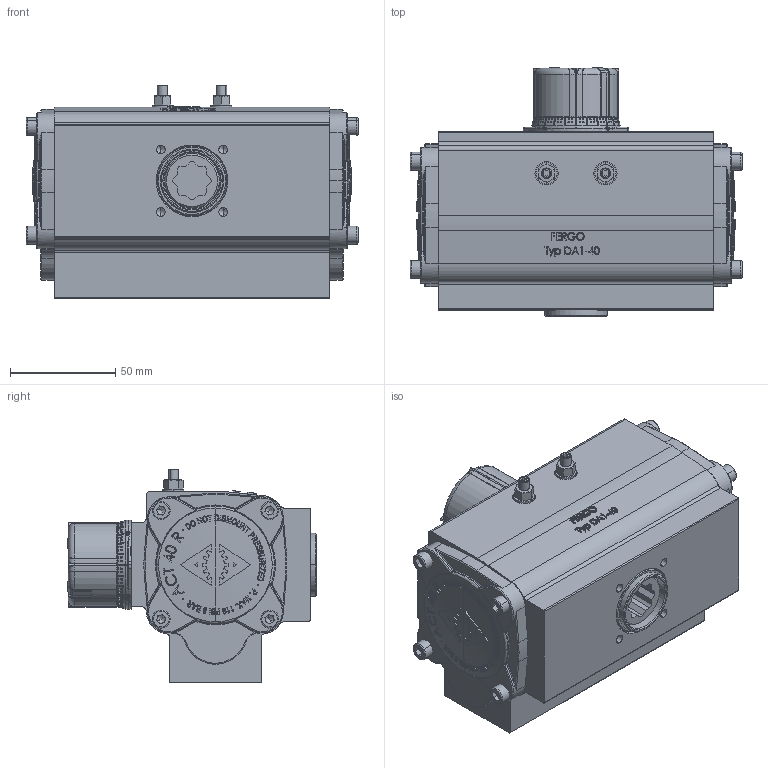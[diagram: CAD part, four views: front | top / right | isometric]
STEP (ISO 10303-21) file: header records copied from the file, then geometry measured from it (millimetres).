
FILE_DESCRIPTION (( 'STEP AP214' ), '1' );
FILE_NAME ('DA40-Pneumatischer-Doppeltwirkend-Schwenkantrieb-Fergo.STEP', '2022-11-11T13:05:00', ( '' ), ( '' ), 'SwSTEP 2.0', 'SolidWorks 2022', '' );
FILE_SCHEMA (( 'AUTOMOTIVE_DESIGN' ));
Length unit declared in the file: millimetre
Products named in the file (1): DA40-Pneumatischer-Doppeltwirkend-Schwenkantrieb-Fergo
Bounding box: 157.9 x 118.29 x 101.4 mm (x, y, z)
Volume: 544940.4 mm3; surface area: 153395.8 mm2
Topology: 28 solids, 28 shells, 4944 faces, 13371 edges, 8598 vertices
Faces by surface type: plane 2680, cylinder 890, bspline 681, cone 249, torus 229, sphere 215
Entity records: 194039 total; most frequent: CARTESIAN_POINT 71251, ORIENTED_EDGE 26464, DIRECTION 25353, EDGE_CURVE 13232, AXIS2_PLACEMENT_3D 9944, VERTEX_POINT 8589, CIRCLE 5680, VECTOR 5465
